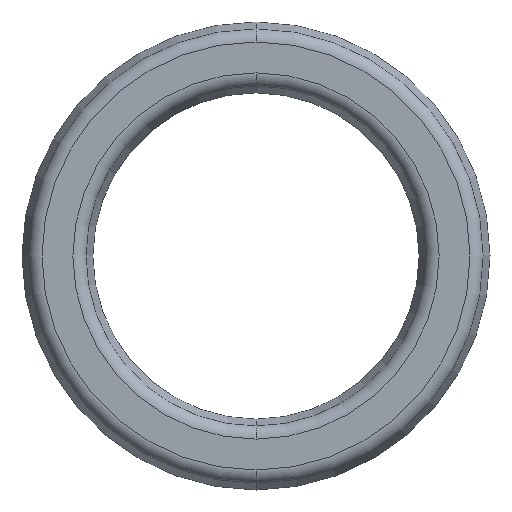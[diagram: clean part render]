
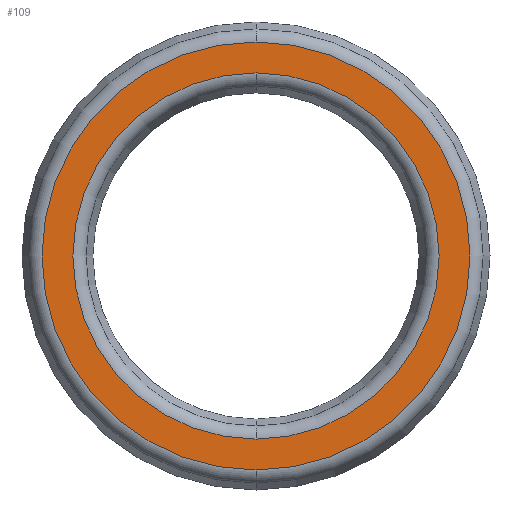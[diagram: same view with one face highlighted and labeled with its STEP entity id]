
A CAD part, front view. The second image highlights one B-rep face of the part: STEP entity #109.
In plain terms, the highlighted planar face has unit normal (0, -1, 0).
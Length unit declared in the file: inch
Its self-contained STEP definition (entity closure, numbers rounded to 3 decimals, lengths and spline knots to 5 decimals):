
#6 = CIRCLE ( 'NONE', #101, 0.94301 ) ;
#23 = ORIENTED_EDGE ( 'NONE', *, *, #302, .T. ) ;
#43 = CARTESIAN_POINT ( 'NONE',  ( 0.875, -0.25, 0.94301 ) ) ;
#48 = CARTESIAN_POINT ( 'NONE',  ( 0.875, -0.25, 0. ) ) ;
#57 = ORIENTED_EDGE ( 'NONE', *, *, #166, .T. ) ;
#96 = AXIS2_PLACEMENT_3D ( 'NONE', #301, #659, #160 ) ;
#101 = AXIS2_PLACEMENT_3D ( 'NONE', #443, #436, #602 ) ;
#107 = CARTESIAN_POINT ( 'NONE',  ( 0.875, -0.25, -0.80699 ) ) ;
#109 = ADVANCED_FACE ( 'NONE', ( #156, #465 ), #512, .T. ) ;
#127 = DIRECTION ( 'NONE',  ( 0., 1., 0. ) ) ;
#133 = AXIS2_PLACEMENT_3D ( 'NONE', #48, #658, #263 ) ;
#153 = AXIS2_PLACEMENT_3D ( 'NONE', #268, #127, #174 ) ;
#156 = FACE_OUTER_BOUND ( 'NONE', #630, .T. ) ;
#160 = DIRECTION ( 'NONE',  ( 0., 0., -1. ) ) ;
#166 = EDGE_CURVE ( 'NONE', #256, #474, #241, .T. ) ;
#168 = VERTEX_POINT ( 'NONE', #625 ) ;
#174 = DIRECTION ( 'NONE',  ( 0., 0., -1. ) ) ;
#234 = DIRECTION ( 'NONE',  ( 0., -1., 0. ) ) ;
#241 = CIRCLE ( 'NONE', #312, 0.94301 ) ;
#256 = VERTEX_POINT ( 'NONE', #43 ) ;
#263 = DIRECTION ( 'NONE',  ( 0., 0., -1. ) ) ;
#268 = CARTESIAN_POINT ( 'NONE',  ( 0.875, -0.25, 0. ) ) ;
#301 = CARTESIAN_POINT ( 'NONE',  ( -0.10938, -0.25, 0. ) ) ;
#302 = EDGE_CURVE ( 'NONE', #474, #256, #6, .T. ) ;
#303 = CARTESIAN_POINT ( 'NONE',  ( 0.875, -0.25, -0.94301 ) ) ;
#312 = AXIS2_PLACEMENT_3D ( 'NONE', #370, #234, #376 ) ;
#321 = ORIENTED_EDGE ( 'NONE', *, *, #488, .T. ) ;
#326 = EDGE_LOOP ( 'NONE', ( #321, #408 ) ) ;
#370 = CARTESIAN_POINT ( 'NONE',  ( 0.875, -0.25, 0. ) ) ;
#376 = DIRECTION ( 'NONE',  ( 0., 0., -1. ) ) ;
#393 = VERTEX_POINT ( 'NONE', #107 ) ;
#397 = CIRCLE ( 'NONE', #133, 0.80699 ) ;
#408 = ORIENTED_EDGE ( 'NONE', *, *, #547, .T. ) ;
#436 = DIRECTION ( 'NONE',  ( 0., -1., 0. ) ) ;
#443 = CARTESIAN_POINT ( 'NONE',  ( 0.875, -0.25, 0. ) ) ;
#465 = FACE_BOUND ( 'NONE', #326, .T. ) ;
#474 = VERTEX_POINT ( 'NONE', #303 ) ;
#488 = EDGE_CURVE ( 'NONE', #393, #168, #397, .T. ) ;
#497 = CIRCLE ( 'NONE', #153, 0.80699 ) ;
#512 = PLANE ( 'NONE',  #96 ) ;
#547 = EDGE_CURVE ( 'NONE', #168, #393, #497, .T. ) ;
#602 = DIRECTION ( 'NONE',  ( 0., 0., -1. ) ) ;
#625 = CARTESIAN_POINT ( 'NONE',  ( 0.875, -0.25, 0.80699 ) ) ;
#630 = EDGE_LOOP ( 'NONE', ( #23, #57 ) ) ;
#658 = DIRECTION ( 'NONE',  ( 0., 1., 0. ) ) ;
#659 = DIRECTION ( 'NONE',  ( 0., -1., 0. ) ) ;
